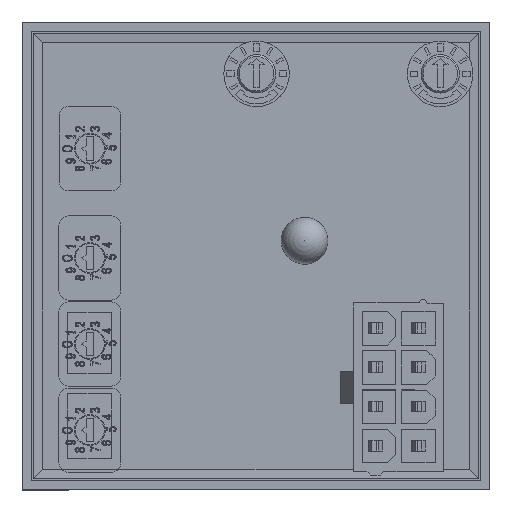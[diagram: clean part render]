
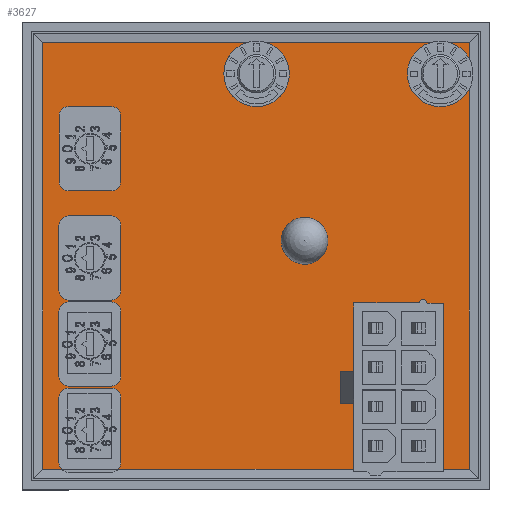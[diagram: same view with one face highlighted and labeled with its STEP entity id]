
A CAD part, top view. The second image highlights one B-rep face of the part: STEP entity #3627.
In plain terms, the highlighted planar face has unit normal (0, 0, 1).
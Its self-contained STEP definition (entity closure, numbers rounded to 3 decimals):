
#1026 = EDGE_CURVE ( 'NONE', #64035, #1962, #24292, .T. ) ;
#1125 = ORIENTED_EDGE ( 'NONE', *, *, #41615, .F. ) ;
#1962 = VERTEX_POINT ( 'NONE', #87186 ) ;
#2106 = CARTESIAN_POINT ( 'NONE',  ( 1.195, 0.2, 2.9 ) ) ;
#2230 = CARTESIAN_POINT ( 'NONE',  ( 1.195, 46.805, 2.9 ) ) ;
#3627 = ADVANCED_FACE ( 'NONE', ( #60081, #102024, #15575, #82411 ), #6691, .T. ) ;
#5673 = CARTESIAN_POINT ( 'NONE',  ( 30.03, 3.881, 2.9 ) ) ;
#6691 = PLANE ( 'NONE',  #105443 ) ;
#6983 = LINE ( 'NONE', #21552, #68504 ) ;
#7157 = CARTESIAN_POINT ( 'NONE',  ( 26.912, 3.881, 2.9 ) ) ;
#7234 = LINE ( 'NONE', #45966, #91043 ) ;
#7519 = ORIENTED_EDGE ( 'NONE', *, *, #77561, .F. ) ;
#8449 = CARTESIAN_POINT ( 'NONE',  ( 20.97, 3.881, 2.9 ) ) ;
#8738 = EDGE_CURVE ( 'NONE', #17774, #92143, #107139, .T. ) ;
#8850 = ORIENTED_EDGE ( 'NONE', *, *, #77091, .T. ) ;
#9178 = EDGE_CURVE ( 'NONE', #49842, #36810, #59807, .T. ) ;
#10621 = CARTESIAN_POINT ( 'NONE',  ( 20.97, 3.881, 2.9 ) ) ;
#11121 = ORIENTED_EDGE ( 'NONE', *, *, #1026, .F. ) ;
#11230 = CARTESIAN_POINT ( 'NONE',  ( 38.736, 8.528, 2.9 ) ) ;
#12811 = LINE ( 'NONE', #11230, #76992 ) ;
#12814 = VECTOR ( 'NONE', #102458, 1000. ) ;
#13141 = DIRECTION ( 'NONE',  ( -1., 0., 0. ) ) ;
#13774 = VERTEX_POINT ( 'NONE', #35327 ) ;
#14701 = ORIENTED_EDGE ( 'NONE', *, *, #107712, .F. ) ;
#15096 = CARTESIAN_POINT ( 'NONE',  ( 0., 0., 2.9 ) ) ;
#15575 = FACE_BOUND ( 'NONE', #64502, .T. ) ;
#16424 = EDGE_LOOP ( 'NONE', ( #37932, #41158, #11121, #88162 ) ) ;
#16426 = VERTEX_POINT ( 'NONE', #45983 ) ;
#17774 = VERTEX_POINT ( 'NONE', #2230 ) ;
#18792 = ORIENTED_EDGE ( 'NONE', *, *, #58639, .T. ) ;
#18795 = DIRECTION ( 'NONE',  ( 0., 1., 0. ) ) ;
#19562 = VECTOR ( 'NONE', #101026, 1000. ) ;
#20355 = CARTESIAN_POINT ( 'NONE',  ( 36.56, 8.528, 2.9 ) ) ;
#21269 = LINE ( 'NONE', #10621, #107718 ) ;
#21552 = CARTESIAN_POINT ( 'NONE',  ( 0.2, 46.805, 2.9 ) ) ;
#24292 = LINE ( 'NONE', #35610, #66203 ) ;
#24316 = LINE ( 'NONE', #64199, #43919 ) ;
#25587 = CARTESIAN_POINT ( 'NONE',  ( 38.736, 3.881, 2.9 ) ) ;
#25632 = VERTEX_POINT ( 'NONE', #20355 ) ;
#28496 = DIRECTION ( 'NONE',  ( 0., -1., 0. ) ) ;
#28879 = CARTESIAN_POINT ( 'NONE',  ( 38.736, 8.528, 2.9 ) ) ;
#29660 = CARTESIAN_POINT ( 'NONE',  ( 38.736, 3.881, 2.9 ) ) ;
#30101 = VECTOR ( 'NONE', #28496, 1000. ) ;
#30439 = LINE ( 'NONE', #84162, #52651 ) ;
#30888 = DIRECTION ( 'NONE',  ( 1., 0., 0. ) ) ;
#31155 = EDGE_CURVE ( 'NONE', #1962, #87548, #12811, .T. ) ;
#32734 = LINE ( 'NONE', #103550, #30101 ) ;
#33080 = VECTOR ( 'NONE', #44468, 1000. ) ;
#33644 = ORIENTED_EDGE ( 'NONE', *, *, #57778, .F. ) ;
#34001 = DIRECTION ( 'NONE',  ( -1., 0., 0. ) ) ;
#34992 = VERTEX_POINT ( 'NONE', #45020 ) ;
#35327 = CARTESIAN_POINT ( 'NONE',  ( 36.56, 3.881, 2.9 ) ) ;
#35610 = CARTESIAN_POINT ( 'NONE',  ( 45.678, 3.881, 2.9 ) ) ;
#36052 = CARTESIAN_POINT ( 'NONE',  ( 20.97, 8.528, 2.9 ) ) ;
#36810 = VERTEX_POINT ( 'NONE', #100509 ) ;
#37750 = ORIENTED_EDGE ( 'NONE', *, *, #9178, .F. ) ;
#37932 = ORIENTED_EDGE ( 'NONE', *, *, #81378, .F. ) ;
#39472 = EDGE_CURVE ( 'NONE', #13774, #25632, #76994, .T. ) ;
#40141 = VERTEX_POINT ( 'NONE', #70452 ) ;
#40305 = DIRECTION ( 'NONE',  ( 1., 0., 0. ) ) ;
#40402 = DIRECTION ( 'NONE',  ( 0., 1., 0. ) ) ;
#40694 = VERTEX_POINT ( 'NONE', #29660 ) ;
#41158 = ORIENTED_EDGE ( 'NONE', *, *, #31155, .F. ) ;
#41615 = EDGE_CURVE ( 'NONE', #36810, #40141, #57942, .T. ) ;
#43868 = CARTESIAN_POINT ( 'NONE',  ( 36.56, 3.881, 2.9 ) ) ;
#43919 = VECTOR ( 'NONE', #30888, 1000. ) ;
#44468 = DIRECTION ( 'NONE',  ( -1., 0., 0. ) ) ;
#44805 = DIRECTION ( 'NONE',  ( 0., 1., 0. ) ) ;
#45020 = CARTESIAN_POINT ( 'NONE',  ( 30.03, 8.528, 2.9 ) ) ;
#45966 = CARTESIAN_POINT ( 'NONE',  ( 38.736, 3.881, 2.9 ) ) ;
#45983 = CARTESIAN_POINT ( 'NONE',  ( 46.805, 46.805, 2.9 ) ) ;
#48846 = EDGE_LOOP ( 'NONE', ( #8850, #57666, #18792, #75175 ) ) ;
#49507 = VECTOR ( 'NONE', #100187, 1000. ) ;
#49842 = VERTEX_POINT ( 'NONE', #76101 ) ;
#50473 = CARTESIAN_POINT ( 'NONE',  ( 30.03, 3.881, 2.9 ) ) ;
#50728 = EDGE_CURVE ( 'NONE', #40694, #64035, #7234, .T. ) ;
#52094 = LINE ( 'NONE', #66154, #49507 ) ;
#52165 = DIRECTION ( 'NONE',  ( 0., -1., 0. ) ) ;
#52321 = CARTESIAN_POINT ( 'NONE',  ( 45.678, 3.881, 2.9 ) ) ;
#52651 = VECTOR ( 'NONE', #34001, 1000. ) ;
#52781 = LINE ( 'NONE', #95006, #83027 ) ;
#55679 = ORIENTED_EDGE ( 'NONE', *, *, #39472, .F. ) ;
#57666 = ORIENTED_EDGE ( 'NONE', *, *, #75106, .T. ) ;
#57778 = EDGE_CURVE ( 'NONE', #92102, #49842, #21269, .T. ) ;
#57927 = LINE ( 'NONE', #50473, #72395 ) ;
#57942 = LINE ( 'NONE', #36052, #33080 ) ;
#58639 = EDGE_CURVE ( 'NONE', #16426, #17774, #6983, .T. ) ;
#59807 = LINE ( 'NONE', #7157, #98066 ) ;
#60081 = FACE_BOUND ( 'NONE', #16424, .T. ) ;
#61291 = DIRECTION ( 'NONE',  ( -1., 0., 0. ) ) ;
#61837 = ORIENTED_EDGE ( 'NONE', *, *, #100656, .F. ) ;
#64035 = VERTEX_POINT ( 'NONE', #52321 ) ;
#64199 = CARTESIAN_POINT ( 'NONE',  ( 30.03, 3.881, 2.9 ) ) ;
#64502 = EDGE_LOOP ( 'NONE', ( #61837, #1125, #37750, #33644 ) ) ;
#65346 = CARTESIAN_POINT ( 'NONE',  ( 46.805, 1.195, 2.9 ) ) ;
#66154 = CARTESIAN_POINT ( 'NONE',  ( 47.8, 1.195, 2.9 ) ) ;
#66203 = VECTOR ( 'NONE', #18795, 1000. ) ;
#68504 = VECTOR ( 'NONE', #13141, 1000. ) ;
#70452 = CARTESIAN_POINT ( 'NONE',  ( 20.97, 8.528, 2.9 ) ) ;
#71262 = VERTEX_POINT ( 'NONE', #5673 ) ;
#71620 = DIRECTION ( 'NONE',  ( 1., 0., 0. ) ) ;
#72395 = VECTOR ( 'NONE', #101020, 1000. ) ;
#74332 = EDGE_LOOP ( 'NONE', ( #85765, #14701, #55679, #7519 ) ) ;
#75106 = EDGE_CURVE ( 'NONE', #108594, #16426, #52781, .T. ) ;
#75175 = ORIENTED_EDGE ( 'NONE', *, *, #8738, .T. ) ;
#76101 = CARTESIAN_POINT ( 'NONE',  ( 26.912, 3.881, 2.9 ) ) ;
#76511 = CARTESIAN_POINT ( 'NONE',  ( 1.195, 1.195, 2.9 ) ) ;
#76992 = VECTOR ( 'NONE', #61291, 1000. ) ;
#76994 = LINE ( 'NONE', #43868, #12814 ) ;
#77091 = EDGE_CURVE ( 'NONE', #92143, #108594, #52094, .T. ) ;
#77561 = EDGE_CURVE ( 'NONE', #71262, #13774, #24316, .T. ) ;
#81378 = EDGE_CURVE ( 'NONE', #87548, #40694, #86377, .T. ) ;
#82411 = FACE_OUTER_BOUND ( 'NONE', #48846, .T. ) ;
#83027 = VECTOR ( 'NONE', #44805, 1000. ) ;
#84162 = CARTESIAN_POINT ( 'NONE',  ( 30.03, 8.528, 2.9 ) ) ;
#84880 = VECTOR ( 'NONE', #52165, 1000. ) ;
#85765 = ORIENTED_EDGE ( 'NONE', *, *, #107716, .F. ) ;
#85986 = DIRECTION ( 'NONE',  ( 1., 0., 0. ) ) ;
#86377 = LINE ( 'NONE', #25587, #19562 ) ;
#87186 = CARTESIAN_POINT ( 'NONE',  ( 45.678, 8.528, 2.9 ) ) ;
#87548 = VERTEX_POINT ( 'NONE', #28879 ) ;
#88162 = ORIENTED_EDGE ( 'NONE', *, *, #50728, .F. ) ;
#90493 = DIRECTION ( 'NONE',  ( 0., 0., 1. ) ) ;
#91043 = VECTOR ( 'NONE', #71620, 1000. ) ;
#92102 = VERTEX_POINT ( 'NONE', #8449 ) ;
#92143 = VERTEX_POINT ( 'NONE', #76511 ) ;
#95006 = CARTESIAN_POINT ( 'NONE',  ( 46.805, 47.8, 2.9 ) ) ;
#98066 = VECTOR ( 'NONE', #40402, 1000. ) ;
#100187 = DIRECTION ( 'NONE',  ( 1., 0., 0. ) ) ;
#100509 = CARTESIAN_POINT ( 'NONE',  ( 26.912, 8.528, 2.9 ) ) ;
#100656 = EDGE_CURVE ( 'NONE', #40141, #92102, #32734, .T. ) ;
#101020 = DIRECTION ( 'NONE',  ( 0., -1., 0. ) ) ;
#101026 = DIRECTION ( 'NONE',  ( 0., -1., 0. ) ) ;
#102024 = FACE_BOUND ( 'NONE', #74332, .T. ) ;
#102458 = DIRECTION ( 'NONE',  ( 0., 1., 0. ) ) ;
#103550 = CARTESIAN_POINT ( 'NONE',  ( 20.97, 3.881, 2.9 ) ) ;
#105443 = AXIS2_PLACEMENT_3D ( 'NONE', #15096, #90493, #40305 ) ;
#107139 = LINE ( 'NONE', #2106, #84880 ) ;
#107712 = EDGE_CURVE ( 'NONE', #25632, #34992, #30439, .T. ) ;
#107716 = EDGE_CURVE ( 'NONE', #34992, #71262, #57927, .T. ) ;
#107718 = VECTOR ( 'NONE', #85986, 1000. ) ;
#108594 = VERTEX_POINT ( 'NONE', #65346 ) ;
